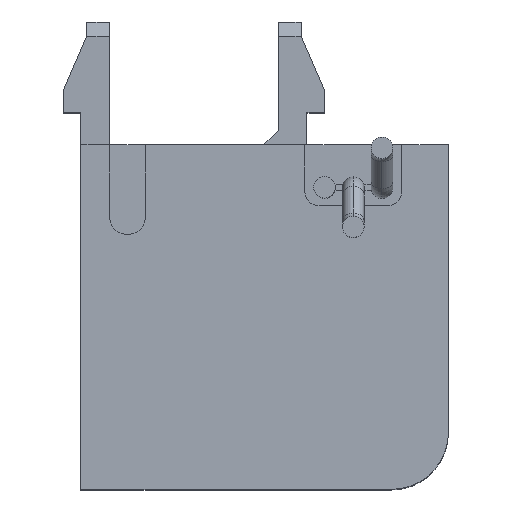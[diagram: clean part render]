
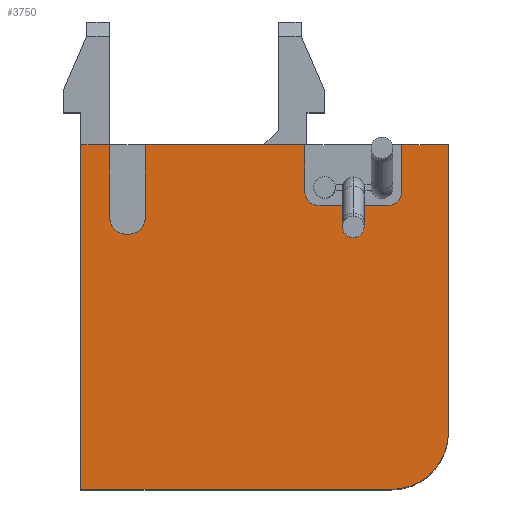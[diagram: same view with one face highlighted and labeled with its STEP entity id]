
A CAD part, top view. The second image highlights one B-rep face of the part: STEP entity #3750.
In plain terms, the highlighted planar face has unit normal (0, 0, 1).
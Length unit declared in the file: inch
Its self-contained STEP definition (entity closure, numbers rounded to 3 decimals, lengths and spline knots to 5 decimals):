
#1 = VECTOR ( 'NONE', #3128, 39.37008 ) ;
#32 = ORIENTED_EDGE ( 'NONE', *, *, #2614, .F. ) ;
#121 = VERTEX_POINT ( 'NONE', #3003 ) ;
#122 = DIRECTION ( 'NONE',  ( 0., 1., 0. ) ) ;
#192 = DIRECTION ( 'NONE',  ( 0., 0., 1. ) ) ;
#288 = CARTESIAN_POINT ( 'NONE',  ( 0.077, 0.395, 0.2775 ) ) ;
#298 = CARTESIAN_POINT ( 'NONE',  ( 0.257, 0.079, 0.2775 ) ) ;
#307 = CIRCLE ( 'NONE', #463, 0.025 ) ;
#418 = EDGE_CURVE ( 'NONE', #2908, #2052, #3870, .T. ) ;
#421 = CARTESIAN_POINT ( 'NONE',  ( -0.255, 0., 0.2775 ) ) ;
#463 = AXIS2_PLACEMENT_3D ( 'NONE', #3766, #2750, #3148 ) ;
#497 = CARTESIAN_POINT ( 'NONE',  ( 0.257, 0.48, 0.2775 ) ) ;
#529 = CARTESIAN_POINT ( 'NONE',  ( -0.255, 0.48, 0.2775 ) ) ;
#715 = ORIENTED_EDGE ( 'NONE', *, *, #987, .F. ) ;
#739 = VECTOR ( 'NONE', #2760, 39.37008 ) ;
#793 = CARTESIAN_POINT ( 'NONE',  ( 0.172, 0.395, 0.2775 ) ) ;
#795 = EDGE_CURVE ( 'NONE', #2363, #1523, #1554, .T. ) ;
#853 = PLANE ( 'NONE',  #1502 ) ;
#870 = VERTEX_POINT ( 'NONE', #4140 ) ;
#877 = LINE ( 'NONE', #1408, #1 ) ;
#933 = DIRECTION ( 'NONE',  ( -1., 0., 0. ) ) ;
#940 = VECTOR ( 'NONE', #122, 39.37008 ) ;
#953 = LINE ( 'NONE', #2037, #739 ) ;
#968 = ORIENTED_EDGE ( 'NONE', *, *, #2176, .F. ) ;
#987 = EDGE_CURVE ( 'NONE', #4008, #3480, #2661, .T. ) ;
#1003 = LINE ( 'NONE', #1337, #4300 ) ;
#1053 = LINE ( 'NONE', #4180, #1512 ) ;
#1066 = VERTEX_POINT ( 'NONE', #3749 ) ;
#1094 = ORIENTED_EDGE ( 'NONE', *, *, #3124, .T. ) ;
#1117 = EDGE_CURVE ( 'NONE', #3228, #3754, #2870, .T. ) ;
#1157 = CARTESIAN_POINT ( 'NONE',  ( -0.165, 0.48, 0.2775 ) ) ;
#1214 = DIRECTION ( 'NONE',  ( 1., 0., 0. ) ) ;
#1215 = EDGE_CURVE ( 'NONE', #121, #2363, #307, .T. ) ;
#1249 = VERTEX_POINT ( 'NONE', #2196 ) ;
#1257 = ORIENTED_EDGE ( 'NONE', *, *, #3903, .F. ) ;
#1276 = CARTESIAN_POINT ( 'NONE',  ( 0.057, 0.48, 0.2775 ) ) ;
#1311 = DIRECTION ( 'NONE',  ( 0., 1., 0. ) ) ;
#1337 = CARTESIAN_POINT ( 'NONE',  ( 0.257, 0.48, 0.2775 ) ) ;
#1372 = EDGE_LOOP ( 'NONE', ( #1094, #3336, #4227, #715, #968, #2459, #1863, #1257, #2351, #32, #3581, #2635, #3800, #2411, #1636 ) ) ;
#1402 = DIRECTION ( 'NONE',  ( 1., 0., 0. ) ) ;
#1408 = CARTESIAN_POINT ( 'NONE',  ( -0.215, 0.48, 0.2775 ) ) ;
#1502 = AXIS2_PLACEMENT_3D ( 'NONE', #4188, #1773, #3203 ) ;
#1512 = VECTOR ( 'NONE', #2561, 39.37008 ) ;
#1523 = VERTEX_POINT ( 'NONE', #1950 ) ;
#1554 = LINE ( 'NONE', #1157, #940 ) ;
#1636 = ORIENTED_EDGE ( 'NONE', *, *, #2054, .T. ) ;
#1647 = CARTESIAN_POINT ( 'NONE',  ( 0.077, 0.415, 0.2775 ) ) ;
#1769 = EDGE_CURVE ( 'NONE', #3863, #3228, #3027, .T. ) ;
#1773 = DIRECTION ( 'NONE',  ( 0., 0., -1. ) ) ;
#1794 = EDGE_CURVE ( 'NONE', #1249, #121, #877, .T. ) ;
#1861 = LINE ( 'NONE', #1276, #2189 ) ;
#1863 = ORIENTED_EDGE ( 'NONE', *, *, #1769, .F. ) ;
#1885 = CARTESIAN_POINT ( 'NONE',  ( 0.057, 0.415, 0.2775 ) ) ;
#1950 = CARTESIAN_POINT ( 'NONE',  ( -0.165, 0.48, 0.2775 ) ) ;
#1981 = DIRECTION ( 'NONE',  ( -1., 0., 0. ) ) ;
#2009 = DIRECTION ( 'NONE',  ( -1., 0., 0. ) ) ;
#2037 = CARTESIAN_POINT ( 'NONE',  ( -0.255, 0.48, 0.2775 ) ) ;
#2049 = CARTESIAN_POINT ( 'NONE',  ( 0.077, 0.395, 0.2775 ) ) ;
#2052 = VERTEX_POINT ( 'NONE', #298 ) ;
#2054 = EDGE_CURVE ( 'NONE', #870, #1066, #1053, .T. ) ;
#2176 = EDGE_CURVE ( 'NONE', #3754, #4008, #2372, .T. ) ;
#2189 = VECTOR ( 'NONE', #3284, 39.37008 ) ;
#2196 = CARTESIAN_POINT ( 'NONE',  ( -0.215, 0.48, 0.2775 ) ) ;
#2256 = VECTOR ( 'NONE', #3172, 39.37008 ) ;
#2345 = VECTOR ( 'NONE', #4047, 39.37008 ) ;
#2351 = ORIENTED_EDGE ( 'NONE', *, *, #4039, .F. ) ;
#2363 = VERTEX_POINT ( 'NONE', #3894 ) ;
#2366 = DIRECTION ( 'NONE',  ( 1., 0., 0. ) ) ;
#2372 = LINE ( 'NONE', #3520, #2256 ) ;
#2411 = ORIENTED_EDGE ( 'NONE', *, *, #2505, .F. ) ;
#2432 = EDGE_CURVE ( 'NONE', #2052, #3480, #1003, .T. ) ;
#2459 = ORIENTED_EDGE ( 'NONE', *, *, #1117, .F. ) ;
#2505 = EDGE_CURVE ( 'NONE', #870, #1249, #953, .T. ) ;
#2561 = DIRECTION ( 'NONE',  ( 0., -1., 0. ) ) ;
#2614 = EDGE_CURVE ( 'NONE', #1523, #2677, #3730, .T. ) ;
#2635 = ORIENTED_EDGE ( 'NONE', *, *, #1215, .F. ) ;
#2661 = LINE ( 'NONE', #3919, #2345 ) ;
#2677 = VERTEX_POINT ( 'NONE', #3553 ) ;
#2711 = VECTOR ( 'NONE', #1402, 39.37008 ) ;
#2722 = AXIS2_PLACEMENT_3D ( 'NONE', #1647, #4005, #1981 ) ;
#2750 = DIRECTION ( 'NONE',  ( 0., 0., 1. ) ) ;
#2760 = DIRECTION ( 'NONE',  ( 1., 0., 0. ) ) ;
#2817 = LINE ( 'NONE', #421, #2711 ) ;
#2832 = CIRCLE ( 'NONE', #2722, 0.02 ) ;
#2870 = CIRCLE ( 'NONE', #3330, 0.02 ) ;
#2908 = VERTEX_POINT ( 'NONE', #3514 ) ;
#2975 = VECTOR ( 'NONE', #2366, 39.37008 ) ;
#3003 = CARTESIAN_POINT ( 'NONE',  ( -0.215, 0.38, 0.2775 ) ) ;
#3027 = LINE ( 'NONE', #2049, #2975 ) ;
#3124 = EDGE_CURVE ( 'NONE', #1066, #2908, #2817, .T. ) ;
#3128 = DIRECTION ( 'NONE',  ( 0., -1., 0. ) ) ;
#3148 = DIRECTION ( 'NONE',  ( -1., 0., 0. ) ) ;
#3172 = DIRECTION ( 'NONE',  ( 0., 1., 0. ) ) ;
#3203 = DIRECTION ( 'NONE',  ( -1., 0., 0. ) ) ;
#3228 = VERTEX_POINT ( 'NONE', #793 ) ;
#3271 = CARTESIAN_POINT ( 'NONE',  ( 0.178, 0.079, 0.2775 ) ) ;
#3284 = DIRECTION ( 'NONE',  ( 0., -1., 0. ) ) ;
#3310 = FACE_OUTER_BOUND ( 'NONE', #1372, .T. ) ;
#3330 = AXIS2_PLACEMENT_3D ( 'NONE', #3657, #3646, #2009 ) ;
#3336 = ORIENTED_EDGE ( 'NONE', *, *, #418, .T. ) ;
#3355 = AXIS2_PLACEMENT_3D ( 'NONE', #3271, #192, #933 ) ;
#3480 = VERTEX_POINT ( 'NONE', #497 ) ;
#3514 = CARTESIAN_POINT ( 'NONE',  ( 0.178, 0., 0.2775 ) ) ;
#3520 = CARTESIAN_POINT ( 'NONE',  ( 0.192, 0.48, 0.2775 ) ) ;
#3553 = CARTESIAN_POINT ( 'NONE',  ( 0.057, 0.48, 0.2775 ) ) ;
#3581 = ORIENTED_EDGE ( 'NONE', *, *, #795, .F. ) ;
#3646 = DIRECTION ( 'NONE',  ( 0., 0., 1. ) ) ;
#3657 = CARTESIAN_POINT ( 'NONE',  ( 0.172, 0.415, 0.2775 ) ) ;
#3730 = LINE ( 'NONE', #529, #3783 ) ;
#3749 = CARTESIAN_POINT ( 'NONE',  ( -0.255, 0., 0.2775 ) ) ;
#3750 = ADVANCED_FACE ( 'NONE', ( #3310 ), #853, .F. ) ;
#3754 = VERTEX_POINT ( 'NONE', #4130 ) ;
#3766 = CARTESIAN_POINT ( 'NONE',  ( -0.19, 0.38, 0.2775 ) ) ;
#3783 = VECTOR ( 'NONE', #1214, 39.37008 ) ;
#3800 = ORIENTED_EDGE ( 'NONE', *, *, #1794, .F. ) ;
#3863 = VERTEX_POINT ( 'NONE', #288 ) ;
#3870 = CIRCLE ( 'NONE', #3355, 0.079 ) ;
#3894 = CARTESIAN_POINT ( 'NONE',  ( -0.165, 0.38, 0.2775 ) ) ;
#3903 = EDGE_CURVE ( 'NONE', #4237, #3863, #2832, .T. ) ;
#3919 = CARTESIAN_POINT ( 'NONE',  ( -0.255, 0.48, 0.2775 ) ) ;
#4005 = DIRECTION ( 'NONE',  ( 0., 0., 1. ) ) ;
#4008 = VERTEX_POINT ( 'NONE', #4203 ) ;
#4039 = EDGE_CURVE ( 'NONE', #2677, #4237, #1861, .T. ) ;
#4047 = DIRECTION ( 'NONE',  ( 1., 0., 0. ) ) ;
#4130 = CARTESIAN_POINT ( 'NONE',  ( 0.192, 0.415, 0.2775 ) ) ;
#4140 = CARTESIAN_POINT ( 'NONE',  ( -0.255, 0.48, 0.2775 ) ) ;
#4180 = CARTESIAN_POINT ( 'NONE',  ( -0.255, 0.48, 0.2775 ) ) ;
#4188 = CARTESIAN_POINT ( 'NONE',  ( -0.255, 0.48, 0.2775 ) ) ;
#4203 = CARTESIAN_POINT ( 'NONE',  ( 0.192, 0.48, 0.2775 ) ) ;
#4227 = ORIENTED_EDGE ( 'NONE', *, *, #2432, .T. ) ;
#4237 = VERTEX_POINT ( 'NONE', #1885 ) ;
#4300 = VECTOR ( 'NONE', #1311, 39.37008 ) ;
